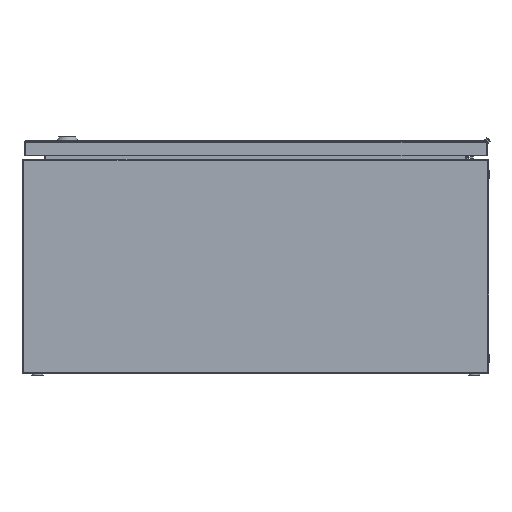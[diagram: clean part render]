
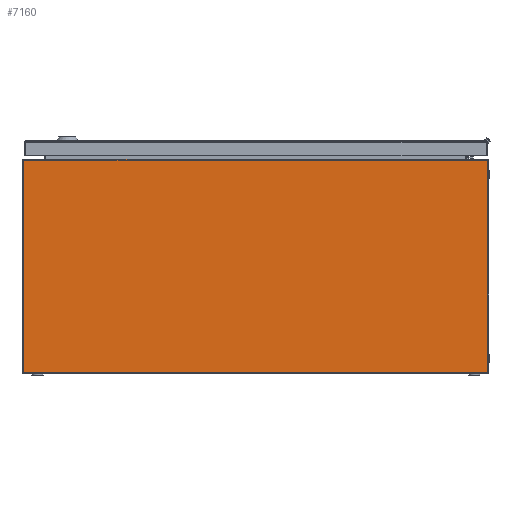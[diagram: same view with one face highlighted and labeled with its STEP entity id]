
A CAD part, front view. The second image highlights one B-rep face of the part: STEP entity #7160.
In plain terms, the highlighted planar face has unit normal (0, -1, 0).
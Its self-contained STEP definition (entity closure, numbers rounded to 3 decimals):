
#589 = DIRECTION ( 'NONE',  ( 0., 0., 1. ) ) ;
#1501 = LINE ( 'NONE', #44910, #1608 ) ;
#1608 = VECTOR ( 'NONE', #34886, 1000. ) ;
#7160 = ADVANCED_FACE ( 'NONE', ( #49121 ), #20660, .F. ) ;
#7936 = VERTEX_POINT ( 'NONE', #58275 ) ;
#9249 = EDGE_CURVE ( 'NONE', #18975, #41606, #58928, .T. ) ;
#10720 = DIRECTION ( 'NONE',  ( 0., 0., 1. ) ) ;
#13678 = ORIENTED_EDGE ( 'NONE', *, *, #19651, .F. ) ;
#14142 = VECTOR ( 'NONE', #589, 1000. ) ;
#16150 = CARTESIAN_POINT ( 'NONE',  ( -98.4, -200., -39.948 ) ) ;
#18975 = VERTEX_POINT ( 'NONE', #27808 ) ;
#19651 = EDGE_CURVE ( 'NONE', #41606, #7936, #59639, .T. ) ;
#20660 = PLANE ( 'NONE',  #42862 ) ;
#21487 = LINE ( 'NONE', #60238, #29420 ) ;
#22557 = VERTEX_POINT ( 'NONE', #32613 ) ;
#22736 = DIRECTION ( 'NONE',  ( 1., 0., 0. ) ) ;
#27808 = CARTESIAN_POINT ( 'NONE',  ( -98.4, -200., 1.6 ) ) ;
#28144 = ORIENTED_EDGE ( 'NONE', *, *, #52583, .T. ) ;
#28864 = DIRECTION ( 'NONE',  ( 0., 1., 0. ) ) ;
#29420 = VECTOR ( 'NONE', #55858, 1000. ) ;
#30047 = EDGE_LOOP ( 'NONE', ( #55377, #58357, #28144, #13678 ) ) ;
#32035 = VECTOR ( 'NONE', #22736, 1000. ) ;
#32137 = CARTESIAN_POINT ( 'NONE',  ( 500., -200., 276. ) ) ;
#32613 = CARTESIAN_POINT ( 'NONE',  ( 498.4, -200., 1.6 ) ) ;
#34886 = DIRECTION ( 'NONE',  ( 0., 0., 1. ) ) ;
#41606 = VERTEX_POINT ( 'NONE', #55557 ) ;
#42862 = AXIS2_PLACEMENT_3D ( 'NONE', #57890, #28864, #10720 ) ;
#44910 = CARTESIAN_POINT ( 'NONE',  ( 498.4, -200., -39.948 ) ) ;
#49121 = FACE_OUTER_BOUND ( 'NONE', #30047, .T. ) ;
#51406 = EDGE_CURVE ( 'NONE', #18975, #22557, #21487, .T. ) ;
#52583 = EDGE_CURVE ( 'NONE', #22557, #7936, #1501, .T. ) ;
#55377 = ORIENTED_EDGE ( 'NONE', *, *, #9249, .F. ) ;
#55557 = CARTESIAN_POINT ( 'NONE',  ( -98.4, -200., 276. ) ) ;
#55858 = DIRECTION ( 'NONE',  ( 1., 0., 0. ) ) ;
#57890 = CARTESIAN_POINT ( 'NONE',  ( 500., -200., 276. ) ) ;
#58275 = CARTESIAN_POINT ( 'NONE',  ( 498.4, -200., 276. ) ) ;
#58357 = ORIENTED_EDGE ( 'NONE', *, *, #51406, .T. ) ;
#58928 = LINE ( 'NONE', #16150, #14142 ) ;
#59639 = LINE ( 'NONE', #32137, #32035 ) ;
#60238 = CARTESIAN_POINT ( 'NONE',  ( -98.5, -200., 1.6 ) ) ;
